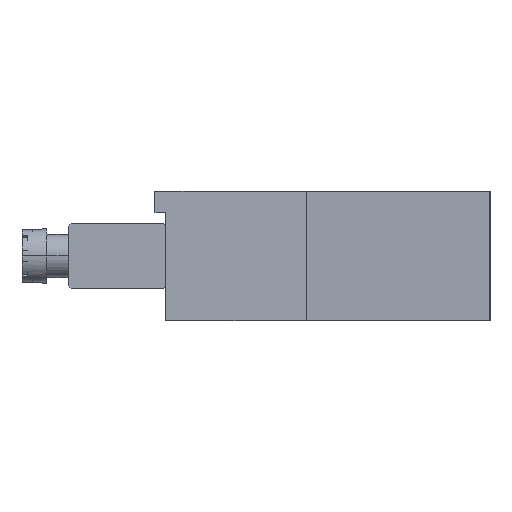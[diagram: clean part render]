
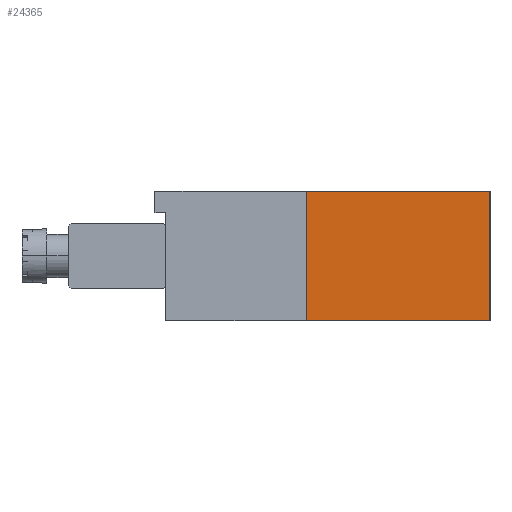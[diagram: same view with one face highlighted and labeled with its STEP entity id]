
A CAD part, left-side view. The second image highlights one B-rep face of the part: STEP entity #24365.
In plain terms, the highlighted planar face has unit normal (-0.62, -0.784, 0).
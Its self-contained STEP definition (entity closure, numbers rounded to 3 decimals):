
#391 = PLANE ( 'NONE',  #21239 ) ;
#569 = ORIENTED_EDGE ( 'NONE', *, *, #26450, .T. ) ;
#886 = EDGE_CURVE ( 'NONE', #24953, #28303, #1357, .T. ) ;
#1357 = LINE ( 'NONE', #24413, #15120 ) ;
#1908 = VECTOR ( 'NONE', #13355, 1000. ) ;
#3043 = CARTESIAN_POINT ( 'NONE',  ( -21.5, -30., 0. ) ) ;
#4492 = VERTEX_POINT ( 'NONE', #5290 ) ;
#5290 = CARTESIAN_POINT ( 'NONE',  ( -21.5, -30., -12. ) ) ;
#6258 = EDGE_LOOP ( 'NONE', ( #31262, #12891, #569, #14434 ) ) ;
#7795 = EDGE_CURVE ( 'NONE', #4492, #28031, #18197, .T. ) ;
#8232 = CARTESIAN_POINT ( 'NONE',  ( -21.5, -30., -12. ) ) ;
#11120 = CARTESIAN_POINT ( 'NONE',  ( -21.5, -30., 0. ) ) ;
#11653 = CARTESIAN_POINT ( 'NONE',  ( -43., -13., -12. ) ) ;
#12891 = ORIENTED_EDGE ( 'NONE', *, *, #886, .F. ) ;
#13355 = DIRECTION ( 'NONE',  ( 0.784, -0.62, 0. ) ) ;
#13554 = CARTESIAN_POINT ( 'NONE',  ( -21.5, -30., -12. ) ) ;
#13658 = DIRECTION ( 'NONE',  ( 0.784, -0.62, 0. ) ) ;
#14434 = ORIENTED_EDGE ( 'NONE', *, *, #7795, .T. ) ;
#14991 = CARTESIAN_POINT ( 'NONE',  ( -21.5, -30., -12. ) ) ;
#15120 = VECTOR ( 'NONE', #22429, 1000. ) ;
#16007 = DIRECTION ( 'NONE',  ( 0.784, -0.62, 0. ) ) ;
#17673 = LINE ( 'NONE', #3043, #24046 ) ;
#18197 = LINE ( 'NONE', #14991, #27887 ) ;
#21239 = AXIS2_PLACEMENT_3D ( 'NONE', #13554, #30320, #16007 ) ;
#22033 = LINE ( 'NONE', #8232, #1908 ) ;
#22429 = DIRECTION ( 'NONE',  ( 0., 0., 1. ) ) ;
#24046 = VECTOR ( 'NONE', #13658, 1000. ) ;
#24365 = ADVANCED_FACE ( 'NONE', ( #26623 ), #391, .T. ) ;
#24413 = CARTESIAN_POINT ( 'NONE',  ( -43., -13., -12. ) ) ;
#24953 = VERTEX_POINT ( 'NONE', #11653 ) ;
#26450 = EDGE_CURVE ( 'NONE', #24953, #4492, #22033, .T. ) ;
#26623 = FACE_OUTER_BOUND ( 'NONE', #6258, .T. ) ;
#27094 = CARTESIAN_POINT ( 'NONE',  ( -43., -13., 0. ) ) ;
#27887 = VECTOR ( 'NONE', #31743, 1000. ) ;
#28031 = VERTEX_POINT ( 'NONE', #11120 ) ;
#28035 = EDGE_CURVE ( 'NONE', #28303, #28031, #17673, .T. ) ;
#28303 = VERTEX_POINT ( 'NONE', #27094 ) ;
#30320 = DIRECTION ( 'NONE',  ( -0.62, -0.784, 0. ) ) ;
#31262 = ORIENTED_EDGE ( 'NONE', *, *, #28035, .F. ) ;
#31743 = DIRECTION ( 'NONE',  ( 0., 0., 1. ) ) ;
